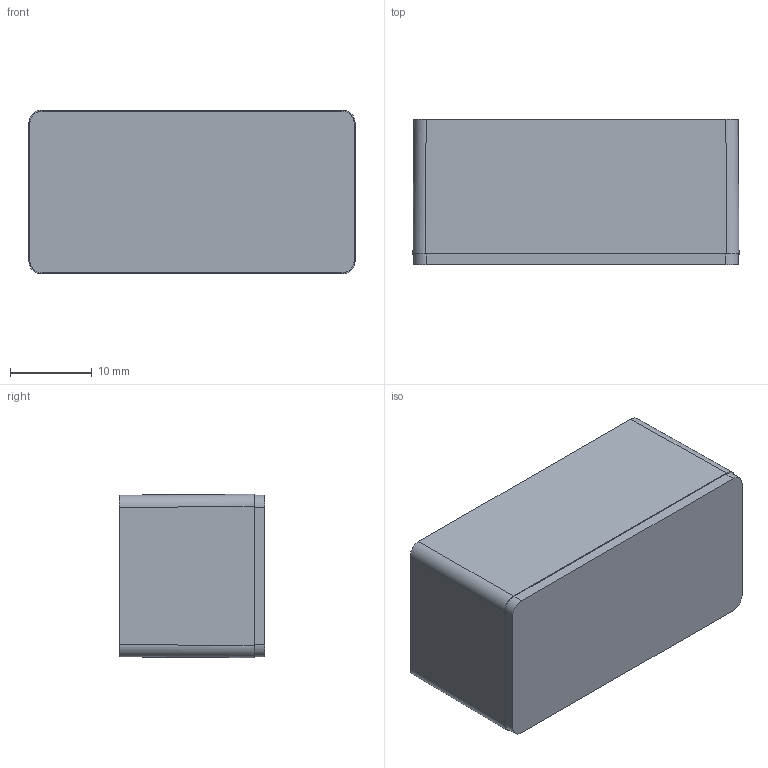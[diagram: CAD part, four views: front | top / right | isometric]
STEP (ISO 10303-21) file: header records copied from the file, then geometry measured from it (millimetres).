
FILE_DESCRIPTION (( 'STEP AP203' ), '1' );
FILE_NAME ('ZK_142.stp_Default_sldprt.STEP', '2021-11-09T01:32:41', ( '' ), ( '' ), 'SwSTEP 2.0', 'SolidWorks 2021', '' );
FILE_SCHEMA (( 'CONFIG_CONTROL_DESIGN' ));
Length unit declared in the file: millimetre
Products named in the file (1): ZK_142.stp_Default_sldprt
Bounding box: 39.93 x 17.8 x 20.03 mm (x, y, z)
Volume: 14070.9 mm3; surface area: 3662 mm2
Topology: 1 solids, 1 shells, 19 faces, 52 edges, 36 vertices
Faces by surface type: plane 11, bspline 4, cylinder 4
Entity records: 743 total; most frequent: CARTESIAN_POINT 244, ORIENTED_EDGE 104, DIRECTION 64, EDGE_CURVE 52, VERTEX_POINT 36, LINE 32, VECTOR 32, EDGE_LOOP 20
